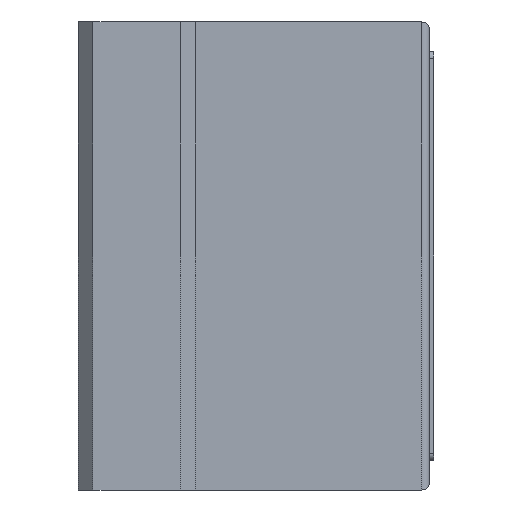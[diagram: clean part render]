
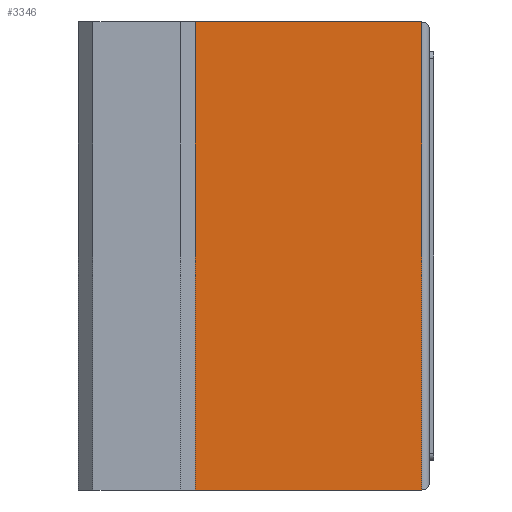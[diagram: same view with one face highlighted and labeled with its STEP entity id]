
A CAD part, left-side view. The second image highlights one B-rep face of the part: STEP entity #3346.
In plain terms, the highlighted planar face has unit normal (-1, 0, 0).
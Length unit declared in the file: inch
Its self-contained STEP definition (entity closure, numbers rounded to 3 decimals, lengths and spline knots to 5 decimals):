
#116 = CARTESIAN_POINT ( 'NONE',  ( -0.66929, 0.27559, 0. ) ) ;
#201 = CARTESIAN_POINT ( 'NONE',  ( -0.66929, 0.31496, 0. ) ) ;
#231 = VERTEX_POINT ( 'NONE', #4125 ) ;
#742 = ORIENTED_EDGE ( 'NONE', *, *, #814, .T. ) ;
#814 = EDGE_CURVE ( 'NONE', #231, #1489, #3007, .T. ) ;
#1010 = VECTOR ( 'NONE', #1918, 39.37008 ) ;
#1312 = CARTESIAN_POINT ( 'NONE',  ( -0.66929, -0.33465, 1.25984 ) ) ;
#1489 = VERTEX_POINT ( 'NONE', #3408 ) ;
#1535 = DIRECTION ( 'NONE',  ( 0., 1., 0. ) ) ;
#1559 = AXIS2_PLACEMENT_3D ( 'NONE', #1850, #2576, #2672 ) ;
#1568 = CARTESIAN_POINT ( 'NONE',  ( -0.66929, 0.31496, 1.25984 ) ) ;
#1599 = LINE ( 'NONE', #1568, #4976 ) ;
#1748 = PLANE ( 'NONE',  #1559 ) ;
#1850 = CARTESIAN_POINT ( 'NONE',  ( -0.66929, 0.31496, 1.25984 ) ) ;
#1853 = EDGE_CURVE ( 'NONE', #1972, #231, #1599, .T. ) ;
#1863 = LINE ( 'NONE', #2658, #4614 ) ;
#1902 = VERTEX_POINT ( 'NONE', #2017 ) ;
#1909 = FACE_OUTER_BOUND ( 'NONE', #3462, .T. ) ;
#1918 = DIRECTION ( 'NONE',  ( 0., 1., 0. ) ) ;
#1972 = VERTEX_POINT ( 'NONE', #1312 ) ;
#2017 = CARTESIAN_POINT ( 'NONE',  ( -0.66929, -0.33465, 0. ) ) ;
#2576 = DIRECTION ( 'NONE',  ( -1., 0., 0. ) ) ;
#2658 = CARTESIAN_POINT ( 'NONE',  ( -0.66929, -0.33465, 1.25984 ) ) ;
#2668 = ORIENTED_EDGE ( 'NONE', *, *, #1853, .T. ) ;
#2672 = DIRECTION ( 'NONE',  ( 0., 0., 1. ) ) ;
#2714 = ORIENTED_EDGE ( 'NONE', *, *, #5062, .F. ) ;
#3007 = LINE ( 'NONE', #116, #4073 ) ;
#3346 = ADVANCED_FACE ( 'NONE', ( #1909 ), #1748, .T. ) ;
#3408 = CARTESIAN_POINT ( 'NONE',  ( -0.66929, 0.27559, 0. ) ) ;
#3435 = LINE ( 'NONE', #201, #1010 ) ;
#3462 = EDGE_LOOP ( 'NONE', ( #2668, #742, #2714, #5237 ) ) ;
#3813 = DIRECTION ( 'NONE',  ( 0., 0., 1. ) ) ;
#3984 = EDGE_CURVE ( 'NONE', #1902, #1972, #1863, .T. ) ;
#4073 = VECTOR ( 'NONE', #4645, 39.37008 ) ;
#4125 = CARTESIAN_POINT ( 'NONE',  ( -0.66929, 0.27559, 1.25984 ) ) ;
#4614 = VECTOR ( 'NONE', #3813, 39.37008 ) ;
#4645 = DIRECTION ( 'NONE',  ( 0., 0., -1. ) ) ;
#4976 = VECTOR ( 'NONE', #1535, 39.37008 ) ;
#5062 = EDGE_CURVE ( 'NONE', #1902, #1489, #3435, .T. ) ;
#5237 = ORIENTED_EDGE ( 'NONE', *, *, #3984, .T. ) ;
